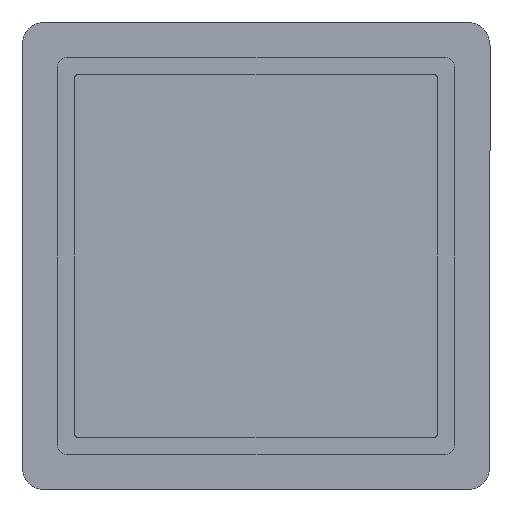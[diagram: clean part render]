
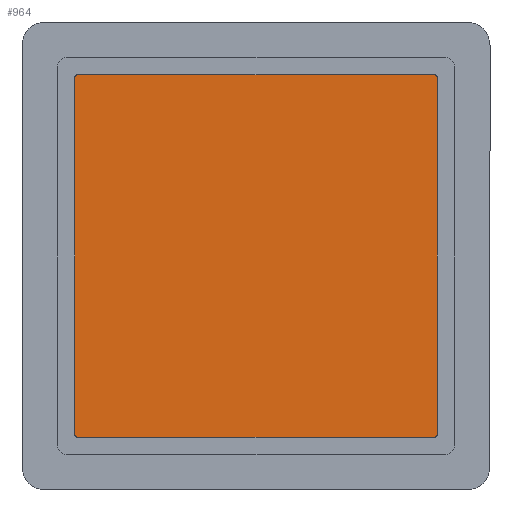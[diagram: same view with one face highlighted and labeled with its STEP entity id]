
A CAD part, front view. The second image highlights one B-rep face of the part: STEP entity #964.
In plain terms, the highlighted planar face has unit normal (0, -1, 0).
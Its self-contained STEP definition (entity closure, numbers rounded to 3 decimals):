
#29 = ORIENTED_EDGE ( 'NONE', *, *, #103, .T. ) ;
#30 = CARTESIAN_POINT ( 'NONE',  ( 15.25, 20., 15.5 ) ) ;
#72 = ORIENTED_EDGE ( 'NONE', *, *, #248, .F. ) ;
#102 = LINE ( 'NONE', #454, #988 ) ;
#103 = EDGE_CURVE ( 'NONE', #960, #221, #1038, .T. ) ;
#107 = VERTEX_POINT ( 'NONE', #1007 ) ;
#111 = DIRECTION ( 'NONE',  ( 0., 1., 0. ) ) ;
#117 = CARTESIAN_POINT ( 'NONE',  ( 15.5, 20., 15.25 ) ) ;
#178 = CARTESIAN_POINT ( 'NONE',  ( 0., 20., 0. ) ) ;
#189 = EDGE_CURVE ( 'NONE', #1069, #421, #1128, .T. ) ;
#193 = DIRECTION ( 'NONE',  ( 0., 0., 1. ) ) ;
#207 = CARTESIAN_POINT ( 'NONE',  ( -15.5, 20., -15.25 ) ) ;
#221 = VERTEX_POINT ( 'NONE', #429 ) ;
#248 = EDGE_CURVE ( 'NONE', #960, #1105, #102, .T. ) ;
#265 = VECTOR ( 'NONE', #994, 1000. ) ;
#283 = EDGE_CURVE ( 'NONE', #107, #421, #328, .T. ) ;
#307 = CARTESIAN_POINT ( 'NONE',  ( -15.25, 20., 15.25 ) ) ;
#328 = CIRCLE ( 'NONE', #1080, 0.25 ) ;
#361 = AXIS2_PLACEMENT_3D ( 'NONE', #307, #1095, #658 ) ;
#370 = DIRECTION ( 'NONE',  ( 0., -1., 0. ) ) ;
#395 = DIRECTION ( 'NONE',  ( 0., -1., 0. ) ) ;
#421 = VERTEX_POINT ( 'NONE', #1000 ) ;
#429 = CARTESIAN_POINT ( 'NONE',  ( -15.5, 20., 15.25 ) ) ;
#452 = DIRECTION ( 'NONE',  ( -1., 0., 0. ) ) ;
#454 = CARTESIAN_POINT ( 'NONE',  ( -15.5, 20., 15.5 ) ) ;
#456 = FACE_OUTER_BOUND ( 'NONE', #788, .T. ) ;
#464 = DIRECTION ( 'NONE',  ( 0., 0., 1. ) ) ;
#468 = EDGE_CURVE ( 'NONE', #1069, #1105, #1112, .T. ) ;
#498 = ORIENTED_EDGE ( 'NONE', *, *, #283, .T. ) ;
#504 = AXIS2_PLACEMENT_3D ( 'NONE', #909, #395, #747 ) ;
#516 = CIRCLE ( 'NONE', #1070, 0.25 ) ;
#559 = EDGE_CURVE ( 'NONE', #107, #1023, #714, .T. ) ;
#577 = EDGE_CURVE ( 'NONE', #582, #221, #634, .T. ) ;
#582 = VERTEX_POINT ( 'NONE', #207 ) ;
#584 = ORIENTED_EDGE ( 'NONE', *, *, #577, .F. ) ;
#591 = CARTESIAN_POINT ( 'NONE',  ( 15.5, 20., -15.5 ) ) ;
#634 = LINE ( 'NONE', #1082, #265 ) ;
#637 = CARTESIAN_POINT ( 'NONE',  ( 15.25, 20., -15.25 ) ) ;
#658 = DIRECTION ( 'NONE',  ( 0., 0., 1. ) ) ;
#714 = LINE ( 'NONE', #908, #942 ) ;
#722 = DIRECTION ( 'NONE',  ( 1., 0., 0. ) ) ;
#747 = DIRECTION ( 'NONE',  ( 0., 0., 1. ) ) ;
#788 = EDGE_LOOP ( 'NONE', ( #793, #1079, #72, #29, #584, #1018, #1055, #498 ) ) ;
#793 = ORIENTED_EDGE ( 'NONE', *, *, #189, .F. ) ;
#804 = CARTESIAN_POINT ( 'NONE',  ( -15.25, 20., -15.5 ) ) ;
#882 = DIRECTION ( 'NONE',  ( 0., -1., 0. ) ) ;
#902 = PLANE ( 'NONE',  #1016 ) ;
#908 = CARTESIAN_POINT ( 'NONE',  ( -15.5, 20., -15.5 ) ) ;
#909 = CARTESIAN_POINT ( 'NONE',  ( 15.25, 20., 15.25 ) ) ;
#942 = VECTOR ( 'NONE', #452, 1000. ) ;
#960 = VERTEX_POINT ( 'NONE', #1056 ) ;
#964 = ADVANCED_FACE ( 'NONE', ( #456 ), #902, .F. ) ;
#976 = EDGE_CURVE ( 'NONE', #582, #1023, #516, .T. ) ;
#988 = VECTOR ( 'NONE', #722, 1000. ) ;
#989 = DIRECTION ( 'NONE',  ( 0., 0., 1. ) ) ;
#994 = DIRECTION ( 'NONE',  ( 0., 0., 1. ) ) ;
#1000 = CARTESIAN_POINT ( 'NONE',  ( 15.5, 20., -15.25 ) ) ;
#1007 = CARTESIAN_POINT ( 'NONE',  ( 15.25, 20., -15.5 ) ) ;
#1016 = AXIS2_PLACEMENT_3D ( 'NONE', #178, #111, #989 ) ;
#1018 = ORIENTED_EDGE ( 'NONE', *, *, #976, .T. ) ;
#1023 = VERTEX_POINT ( 'NONE', #804 ) ;
#1038 = CIRCLE ( 'NONE', #361, 0.25 ) ;
#1040 = VECTOR ( 'NONE', #1118, 1000. ) ;
#1055 = ORIENTED_EDGE ( 'NONE', *, *, #559, .F. ) ;
#1056 = CARTESIAN_POINT ( 'NONE',  ( -15.25, 20., 15.5 ) ) ;
#1066 = CARTESIAN_POINT ( 'NONE',  ( -15.25, 20., -15.25 ) ) ;
#1069 = VERTEX_POINT ( 'NONE', #117 ) ;
#1070 = AXIS2_PLACEMENT_3D ( 'NONE', #1066, #882, #193 ) ;
#1079 = ORIENTED_EDGE ( 'NONE', *, *, #468, .T. ) ;
#1080 = AXIS2_PLACEMENT_3D ( 'NONE', #637, #370, #464 ) ;
#1082 = CARTESIAN_POINT ( 'NONE',  ( -15.5, 20., -15.5 ) ) ;
#1095 = DIRECTION ( 'NONE',  ( 0., -1., 0. ) ) ;
#1105 = VERTEX_POINT ( 'NONE', #30 ) ;
#1112 = CIRCLE ( 'NONE', #504, 0.25 ) ;
#1118 = DIRECTION ( 'NONE',  ( 0., 0., -1. ) ) ;
#1128 = LINE ( 'NONE', #591, #1040 ) ;
